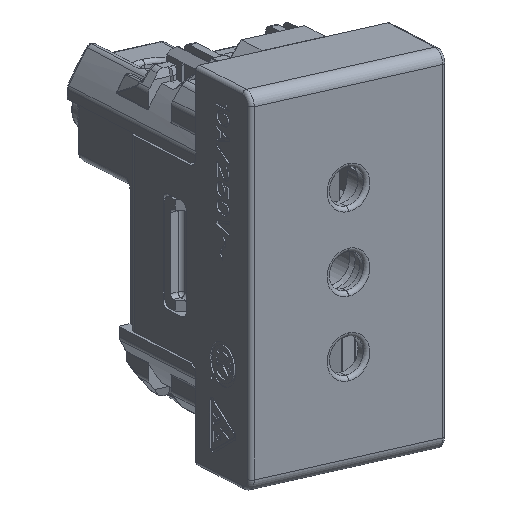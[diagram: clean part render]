
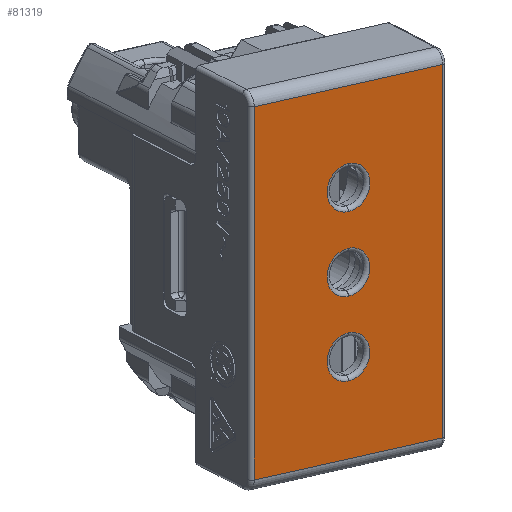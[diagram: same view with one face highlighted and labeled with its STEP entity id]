
A CAD part, top view. The second image highlights one B-rep face of the part: STEP entity #81319.
In plain terms, the highlighted face is planar.
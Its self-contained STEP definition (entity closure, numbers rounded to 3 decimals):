
#81165=CARTESIAN_POINT('Vertex',(11.9,-20.95,10.5)) ;
#81168=CARTESIAN_POINT('Line Origine',(0.,-20.95,10.5)) ;
#81172=CARTESIAN_POINT('Vertex',(-11.9,-20.95,10.5)) ;
#81235=CARTESIAN_POINT('Axis2P3D Location',(0.,-22.45,10.5)) ;
#81240=CARTESIAN_POINT('Line Origine',(-11.9,0.,10.5)) ;
#81244=CARTESIAN_POINT('Vertex',(-11.9,20.95,10.5)) ;
#81247=CARTESIAN_POINT('Line Origine',(11.9,0.,10.5)) ;
#81251=CARTESIAN_POINT('Vertex',(11.9,20.95,10.5)) ;
#81254=CARTESIAN_POINT('Line Origine',(0.,20.95,10.5)) ;
#81265=CARTESIAN_POINT('Axis2P3D Location',(0.,9.5,10.5)) ;
#81269=CARTESIAN_POINT('Vertex',(0.,6.8,10.5)) ;
#81271=CARTESIAN_POINT('Vertex',(0.,12.2,10.5)) ;
#81274=CARTESIAN_POINT('Axis2P3D Location',(0.,9.5,10.5)) ;
#81283=CARTESIAN_POINT('Axis2P3D Location',(0.,0.,10.5)) ;
#81287=CARTESIAN_POINT('Vertex',(0.,-2.7,10.5)) ;
#81289=CARTESIAN_POINT('Vertex',(0.,2.7,10.5)) ;
#81292=CARTESIAN_POINT('Axis2P3D Location',(0.,0.,10.5)) ;
#81301=CARTESIAN_POINT('Axis2P3D Location',(0.,-9.5,10.5)) ;
#81305=CARTESIAN_POINT('Vertex',(0.,-12.2,10.5)) ;
#81307=CARTESIAN_POINT('Vertex',(0.,-6.8,10.5)) ;
#81310=CARTESIAN_POINT('Axis2P3D Location',(0.,-9.5,10.5)) ;
#81169=DIRECTION('Vector Direction',(1.,0.,0.)) ;
#81236=DIRECTION('Axis2P3D Direction',(0.,0.,-1.)) ;
#81237=DIRECTION('Axis2P3D XDirection',(0.,1.,0.)) ;
#81241=DIRECTION('Vector Direction',(0.,1.,0.)) ;
#81248=DIRECTION('Vector Direction',(0.,1.,0.)) ;
#81255=DIRECTION('Vector Direction',(1.,0.,0.)) ;
#81266=DIRECTION('Axis2P3D Direction',(0.,0.,-1.)) ;
#81275=DIRECTION('Axis2P3D Direction',(0.,0.,-1.)) ;
#81284=DIRECTION('Axis2P3D Direction',(0.,0.,-1.)) ;
#81293=DIRECTION('Axis2P3D Direction',(0.,0.,-1.)) ;
#81302=DIRECTION('Axis2P3D Direction',(0.,0.,-1.)) ;
#81311=DIRECTION('Axis2P3D Direction',(0.,0.,-1.)) ;
#81238=AXIS2_PLACEMENT_3D('Plane Axis2P3D',#81235,#81236,#81237) ;
#81267=AXIS2_PLACEMENT_3D('Circle Axis2P3D',#81265,#81266,$) ;
#81276=AXIS2_PLACEMENT_3D('Circle Axis2P3D',#81274,#81275,$) ;
#81285=AXIS2_PLACEMENT_3D('Circle Axis2P3D',#81283,#81284,$) ;
#81294=AXIS2_PLACEMENT_3D('Circle Axis2P3D',#81292,#81293,$) ;
#81303=AXIS2_PLACEMENT_3D('Circle Axis2P3D',#81301,#81302,$) ;
#81312=AXIS2_PLACEMENT_3D('Circle Axis2P3D',#81310,#81311,$) ;
#81260=ORIENTED_EDGE('',*,*,#81246,.F.) ;
#81261=ORIENTED_EDGE('',*,*,#81174,.T.) ;
#81262=ORIENTED_EDGE('',*,*,#81253,.T.) ;
#81263=ORIENTED_EDGE('',*,*,#81258,.F.) ;
#81280=ORIENTED_EDGE('',*,*,#81273,.T.) ;
#81281=ORIENTED_EDGE('',*,*,#81278,.T.) ;
#81298=ORIENTED_EDGE('',*,*,#81291,.T.) ;
#81299=ORIENTED_EDGE('',*,*,#81296,.T.) ;
#81316=ORIENTED_EDGE('',*,*,#81309,.T.) ;
#81317=ORIENTED_EDGE('',*,*,#81314,.T.) ;
#81282=FACE_BOUND('',#81279,.T.) ;
#81300=FACE_BOUND('',#81297,.T.) ;
#81318=FACE_BOUND('',#81315,.T.) ;
#81170=VECTOR('Line Direction',#81169,1.) ;
#81242=VECTOR('Line Direction',#81241,1.) ;
#81249=VECTOR('Line Direction',#81248,1.) ;
#81256=VECTOR('Line Direction',#81255,1.) ;
#81319=ADVANCED_FACE('Body.14 ( DR3683B - wsp *MASTER -  -Non Smart-  _con_errore_durante_l''aggiornamento )',(#81264,#81282,#81300,#81318),#81239,.F.) ;
#81268=CIRCLE('generated circle',#81267,2.7) ;
#81277=CIRCLE('generated circle',#81276,2.7) ;
#81286=CIRCLE('generated circle',#81285,2.7) ;
#81295=CIRCLE('generated circle',#81294,2.7) ;
#81304=CIRCLE('generated circle',#81303,2.7) ;
#81313=CIRCLE('generated circle',#81312,2.7) ;
#81174=EDGE_CURVE('',#81173,#81166,#81171,.T.) ;
#81246=EDGE_CURVE('',#81173,#81245,#81243,.T.) ;
#81253=EDGE_CURVE('',#81166,#81252,#81250,.T.) ;
#81258=EDGE_CURVE('',#81245,#81252,#81257,.T.) ;
#81273=EDGE_CURVE('',#81270,#81272,#81268,.T.) ;
#81278=EDGE_CURVE('',#81272,#81270,#81277,.T.) ;
#81291=EDGE_CURVE('',#81288,#81290,#81286,.T.) ;
#81296=EDGE_CURVE('',#81290,#81288,#81295,.T.) ;
#81309=EDGE_CURVE('',#81306,#81308,#81304,.T.) ;
#81314=EDGE_CURVE('',#81308,#81306,#81313,.T.) ;
#81259=EDGE_LOOP('',(#81260,#81261,#81262,#81263)) ;
#81279=EDGE_LOOP('',(#81280,#81281)) ;
#81297=EDGE_LOOP('',(#81298,#81299)) ;
#81315=EDGE_LOOP('',(#81316,#81317)) ;
#81264=FACE_OUTER_BOUND('',#81259,.T.) ;
#81171=LINE('Line',#81168,#81170) ;
#81243=LINE('Line',#81240,#81242) ;
#81250=LINE('Line',#81247,#81249) ;
#81257=LINE('Line',#81254,#81256) ;
#81239=PLANE('',#81238) ;
#81166=VERTEX_POINT('',#81165) ;
#81173=VERTEX_POINT('',#81172) ;
#81245=VERTEX_POINT('',#81244) ;
#81252=VERTEX_POINT('',#81251) ;
#81270=VERTEX_POINT('',#81269) ;
#81272=VERTEX_POINT('',#81271) ;
#81288=VERTEX_POINT('',#81287) ;
#81290=VERTEX_POINT('',#81289) ;
#81306=VERTEX_POINT('',#81305) ;
#81308=VERTEX_POINT('',#81307) ;
